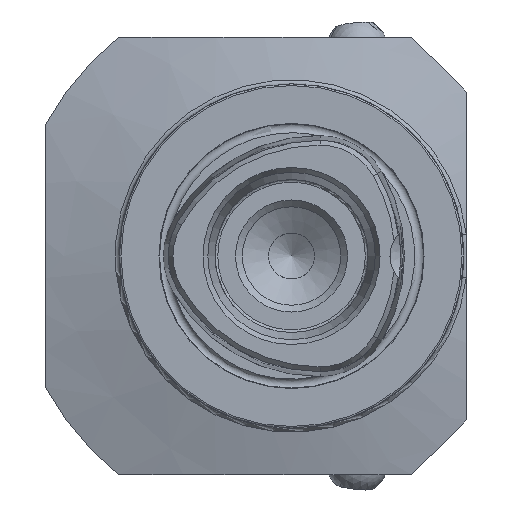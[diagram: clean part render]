
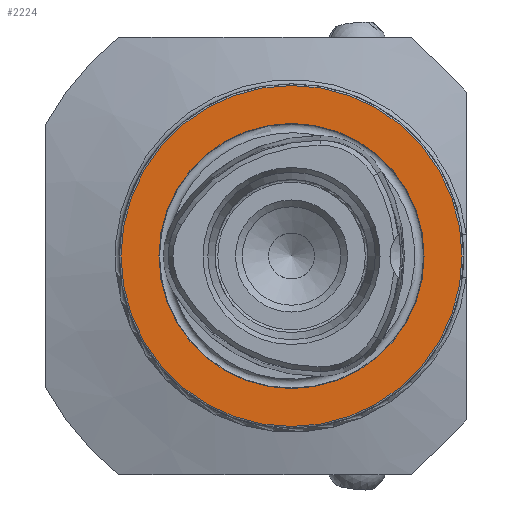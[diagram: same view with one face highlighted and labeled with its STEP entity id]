
A CAD part, left-side view. The second image highlights one B-rep face of the part: STEP entity #2224.
In plain terms, the highlighted planar face has unit normal (-1, 0, 0).
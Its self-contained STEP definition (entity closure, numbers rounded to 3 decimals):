
#98 = CARTESIAN_POINT ( 'NONE',  ( 0., 0., 0. ) ) ;
#164 = DIRECTION ( 'NONE',  ( -1., 0., 0. ) ) ;
#217 = DIRECTION ( 'NONE',  ( 0., 0., -1. ) ) ;
#359 = FACE_OUTER_BOUND ( 'NONE', #3243, .T. ) ;
#828 = ORIENTED_EDGE ( 'NONE', *, *, #916, .T. ) ;
#916 = EDGE_CURVE ( 'NONE', #2066, #2066, #4298, .T. ) ;
#1017 = EDGE_LOOP ( 'NONE', ( #2180 ) ) ;
#1288 = CARTESIAN_POINT ( 'NONE',  ( 0., 0., 31.2 ) ) ;
#1953 = PLANE ( 'NONE',  #3210 ) ;
#2066 = VERTEX_POINT ( 'NONE', #1288 ) ;
#2145 = CARTESIAN_POINT ( 'NONE',  ( 0., 0., 0. ) ) ;
#2171 = DIRECTION ( 'NONE',  ( -1., 0., 0. ) ) ;
#2180 = ORIENTED_EDGE ( 'NONE', *, *, #2494, .F. ) ;
#2224 = ADVANCED_FACE ( 'NONE', ( #3344, #359 ), #1953, .F. ) ;
#2325 = DIRECTION ( 'NONE',  ( 1., 0., 0. ) ) ;
#2494 = EDGE_CURVE ( 'NONE', #4258, #4258, #3877, .T. ) ;
#2946 = AXIS2_PLACEMENT_3D ( 'NONE', #98, #164, #3687 ) ;
#3210 = AXIS2_PLACEMENT_3D ( 'NONE', #4452, #2325, #217 ) ;
#3243 = EDGE_LOOP ( 'NONE', ( #828 ) ) ;
#3344 = FACE_BOUND ( 'NONE', #1017, .T. ) ;
#3628 = AXIS2_PLACEMENT_3D ( 'NONE', #2145, #2171, #4286 ) ;
#3687 = DIRECTION ( 'NONE',  ( 0., 0., 1. ) ) ;
#3877 = CIRCLE ( 'NONE', #3628, 24.25 ) ;
#3970 = CARTESIAN_POINT ( 'NONE',  ( 0., 0., 24.25 ) ) ;
#4258 = VERTEX_POINT ( 'NONE', #3970 ) ;
#4286 = DIRECTION ( 'NONE',  ( 0., 0., 1. ) ) ;
#4298 = CIRCLE ( 'NONE', #2946, 31.2 ) ;
#4452 = CARTESIAN_POINT ( 'NONE',  ( 0., 24.25, 0. ) ) ;
